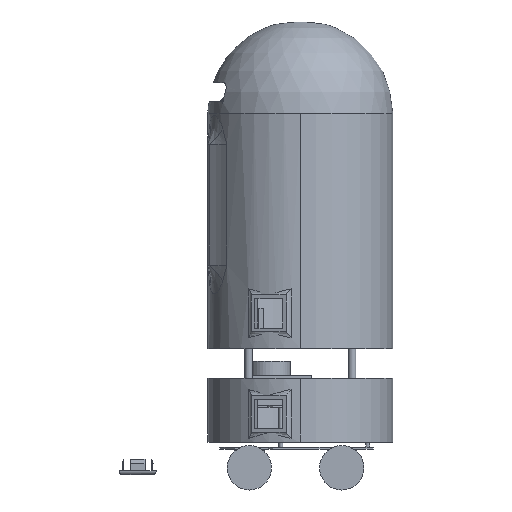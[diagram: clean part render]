
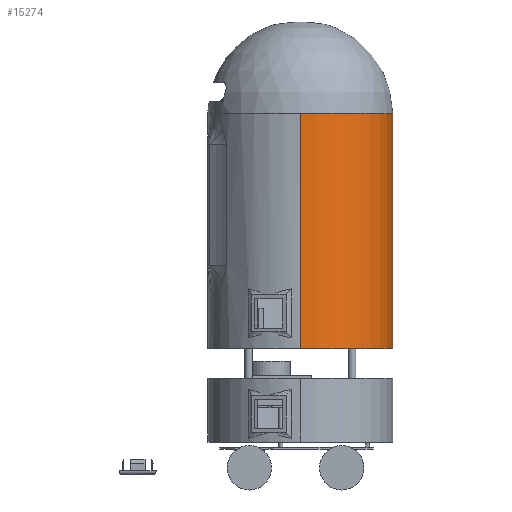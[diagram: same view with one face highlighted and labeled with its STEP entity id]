
A CAD part, front view. The second image highlights one B-rep face of the part: STEP entity #15274.
In plain terms, the highlighted cylindrical face has radius 158.75 mm (diameter 317.5 mm), a partial arc.
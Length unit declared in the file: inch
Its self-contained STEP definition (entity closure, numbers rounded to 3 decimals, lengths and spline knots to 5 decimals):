
#1271=FACE_OUTER_BOUND('',#2170,.T.);
#2170=EDGE_LOOP('',(#12090,#12091,#12092,#12093));
#3376=LINE('',#24687,#4995);
#3379=LINE('',#24693,#4998);
#4995=VECTOR('',#18879,0.3937);
#4998=VECTOR('',#18884,0.3937);
#6143=CIRCLE('',#16312,6.25);
#6147=CIRCLE('',#16326,6.25);
#7060=VERTEX_POINT('',#24604);
#7082=VERTEX_POINT('',#24648);
#7092=VERTEX_POINT('',#24686);
#7094=VERTEX_POINT('',#24692);
#8874=EDGE_CURVE('',#7060,#7082,#6143,.T.);
#8892=EDGE_CURVE('',#7092,#7060,#3376,.T.);
#8895=EDGE_CURVE('',#7082,#7094,#3379,.T.);
#8896=EDGE_CURVE('',#7092,#7094,#6147,.T.);
#12090=ORIENTED_EDGE('',*,*,#8874,.T.);
#12091=ORIENTED_EDGE('',*,*,#8895,.T.);
#12092=ORIENTED_EDGE('',*,*,#8896,.F.);
#12093=ORIENTED_EDGE('',*,*,#8892,.T.);
#14804=CYLINDRICAL_SURFACE('',#16325,6.25);
#15274=ADVANCED_FACE('',(#1271),#14804,.T.);
#16312=AXIS2_PLACEMENT_3D('',#24650,#18839,#18840);
#16325=AXIS2_PLACEMENT_3D('',#24691,#18882,#18883);
#16326=AXIS2_PLACEMENT_3D('',#24694,#18885,#18886);
#18839=DIRECTION('center_axis',(0.,0.,1.));
#18840=DIRECTION('ref_axis',(-1.,0.,0.));
#18879=DIRECTION('',(0.,0.,-1.));
#18882=DIRECTION('center_axis',(0.,0.,-1.));
#18883=DIRECTION('ref_axis',(1.,0.,0.));
#18884=DIRECTION('',(0.,0.,1.));
#18885=DIRECTION('center_axis',(0.,0.,1.));
#18886=DIRECTION('ref_axis',(-1.,0.,0.));
#24604=CARTESIAN_POINT('',(6.25,-4.25,8.5));
#24648=CARTESIAN_POINT('',(6.25,8.25,8.5));
#24650=CARTESIAN_POINT('Origin',(6.25,2.,8.5));
#24686=CARTESIAN_POINT('',(6.25,-4.25,24.42));
#24687=CARTESIAN_POINT('',(6.25,-4.25,23.92));
#24691=CARTESIAN_POINT('Origin',(6.25,2.,23.92));
#24692=CARTESIAN_POINT('',(6.25,8.25,24.42));
#24693=CARTESIAN_POINT('',(6.25,8.25,23.92));
#24694=CARTESIAN_POINT('Origin',(6.25,2.,24.42));
